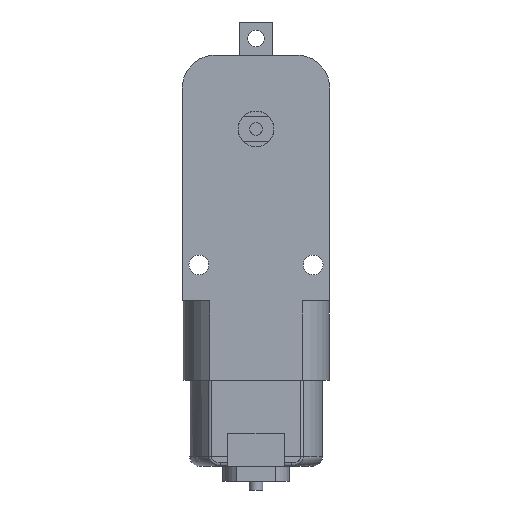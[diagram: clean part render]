
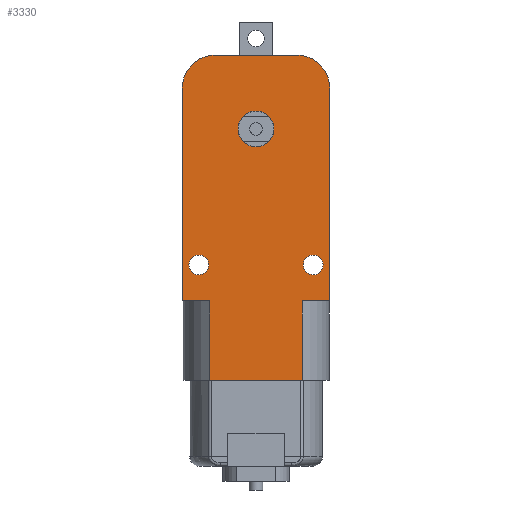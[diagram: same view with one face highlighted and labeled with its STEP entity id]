
A CAD part, front view. The second image highlights one B-rep face of the part: STEP entity #3330.
In plain terms, the highlighted planar face has unit normal (0, -1, 0).
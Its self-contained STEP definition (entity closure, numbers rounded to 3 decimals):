
#41 = ORIENTED_EDGE ( 'NONE', *, *, #4761, .F. ) ;
#61 = CARTESIAN_POINT ( 'NONE',  ( 7., -8.55, -9.4 ) ) ;
#73 = LINE ( 'NONE', #790, #414 ) ;
#95 = ORIENTED_EDGE ( 'NONE', *, *, #1893, .T. ) ;
#111 = CIRCLE ( 'NONE', #4468, 5. ) ;
#148 = DIRECTION ( 'NONE',  ( 0., -1., 0. ) ) ;
#150 = CARTESIAN_POINT ( 'NONE',  ( 0., -8.55, 19.32 ) ) ;
#208 = EDGE_CURVE ( 'NONE', #4275, #4534, #1818, .T. ) ;
#255 = ORIENTED_EDGE ( 'NONE', *, *, #1287, .T. ) ;
#295 = EDGE_CURVE ( 'NONE', #2567, #2086, #1050, .T. ) ;
#307 = DIRECTION ( 'NONE',  ( 0., -1., 0. ) ) ;
#335 = CARTESIAN_POINT ( 'NONE',  ( 8.65, -8.55, -3.95 ) ) ;
#414 = VECTOR ( 'NONE', #1982, 1000. ) ;
#554 = EDGE_CURVE ( 'NONE', #2975, #4650, #3686, .T. ) ;
#629 = DIRECTION ( 'NONE',  ( 0., -1., 0. ) ) ;
#671 = CARTESIAN_POINT ( 'NONE',  ( -7., -8.55, -21.4 ) ) ;
#674 = EDGE_LOOP ( 'NONE', ( #41, #4698 ) ) ;
#764 = CARTESIAN_POINT ( 'NONE',  ( -7., -8.55, -9.4 ) ) ;
#768 = CARTESIAN_POINT ( 'NONE',  ( -8.65, -8.55, -3.95 ) ) ;
#770 = VECTOR ( 'NONE', #4870, 1000. ) ;
#790 = CARTESIAN_POINT ( 'NONE',  ( -11.15, -8.55, 27.8 ) ) ;
#792 = DIRECTION ( 'NONE',  ( 1., 0., 0. ) ) ;
#820 = LINE ( 'NONE', #3485, #3257 ) ;
#840 = DIRECTION ( 'NONE',  ( 0., -1., 0. ) ) ;
#904 = ORIENTED_EDGE ( 'NONE', *, *, #4823, .F. ) ;
#973 = VERTEX_POINT ( 'NONE', #1134 ) ;
#981 = DIRECTION ( 'NONE',  ( 0., -1., 0. ) ) ;
#991 = CARTESIAN_POINT ( 'NONE',  ( 0., -8.55, 13.92 ) ) ;
#1013 = CIRCLE ( 'NONE', #2427, 1.5 ) ;
#1033 = ORIENTED_EDGE ( 'NONE', *, *, #4268, .F. ) ;
#1050 = CIRCLE ( 'NONE', #3088, 1.5 ) ;
#1051 = VECTOR ( 'NONE', #3282, 1000. ) ;
#1093 = DIRECTION ( 'NONE',  ( 0., 0., 1. ) ) ;
#1118 = DIRECTION ( 'NONE',  ( 0., 0., 1. ) ) ;
#1134 = CARTESIAN_POINT ( 'NONE',  ( -8.65, -8.55, -5.45 ) ) ;
#1176 = ORIENTED_EDGE ( 'NONE', *, *, #4168, .T. ) ;
#1224 = ORIENTED_EDGE ( 'NONE', *, *, #4560, .F. ) ;
#1277 = EDGE_CURVE ( 'NONE', #3632, #4871, #73, .T. ) ;
#1287 = EDGE_CURVE ( 'NONE', #3947, #4253, #3037, .T. ) ;
#1437 = LINE ( 'NONE', #4797, #1798 ) ;
#1465 = CARTESIAN_POINT ( 'NONE',  ( 7., -8.55, -21.4 ) ) ;
#1468 = ORIENTED_EDGE ( 'NONE', *, *, #1277, .T. ) ;
#1545 = AXIS2_PLACEMENT_3D ( 'NONE', #2940, #4086, #3708 ) ;
#1573 = ORIENTED_EDGE ( 'NONE', *, *, #2254, .T. ) ;
#1579 = VECTOR ( 'NONE', #3484, 1000. ) ;
#1631 = ORIENTED_EDGE ( 'NONE', *, *, #3879, .F. ) ;
#1656 = VERTEX_POINT ( 'NONE', #1465 ) ;
#1760 = CARTESIAN_POINT ( 'NONE',  ( 8.65, -8.55, -5.45 ) ) ;
#1798 = VECTOR ( 'NONE', #2130, 1000. ) ;
#1814 = CARTESIAN_POINT ( 'NONE',  ( 8.65, -8.55, -3.95 ) ) ;
#1818 = LINE ( 'NONE', #3645, #2923 ) ;
#1882 = ORIENTED_EDGE ( 'NONE', *, *, #295, .F. ) ;
#1893 = EDGE_CURVE ( 'NONE', #3842, #3632, #111, .T. ) ;
#1954 = DIRECTION ( 'NONE',  ( 0., 0., 1. ) ) ;
#1982 = DIRECTION ( 'NONE',  ( -1., 0., 0. ) ) ;
#2023 = CARTESIAN_POINT ( 'NONE',  ( -7., -8.55, -21.4 ) ) ;
#2045 = ORIENTED_EDGE ( 'NONE', *, *, #2902, .T. ) ;
#2086 = VERTEX_POINT ( 'NONE', #1760 ) ;
#2130 = DIRECTION ( 'NONE',  ( -1., 0., 0. ) ) ;
#2190 = DIRECTION ( 'NONE',  ( 0., 0., -1. ) ) ;
#2207 = FACE_OUTER_BOUND ( 'NONE', #3495, .T. ) ;
#2216 = CIRCLE ( 'NONE', #2446, 1.5 ) ;
#2244 = LINE ( 'NONE', #4509, #3358 ) ;
#2254 = EDGE_CURVE ( 'NONE', #4534, #4650, #820, .T. ) ;
#2284 = DIRECTION ( 'NONE',  ( 0., 0., -1. ) ) ;
#2302 = VERTEX_POINT ( 'NONE', #2311 ) ;
#2311 = CARTESIAN_POINT ( 'NONE',  ( -8.65, -8.55, -2.45 ) ) ;
#2420 = CARTESIAN_POINT ( 'NONE',  ( -11.15, -8.55, 22.8 ) ) ;
#2427 = AXIS2_PLACEMENT_3D ( 'NONE', #3622, #148, #3896 ) ;
#2440 = CARTESIAN_POINT ( 'NONE',  ( 11.15, -8.55, -9.4 ) ) ;
#2446 = AXIS2_PLACEMENT_3D ( 'NONE', #768, #4566, #2284 ) ;
#2455 = CARTESIAN_POINT ( 'NONE',  ( 11.15, -8.55, 22.8 ) ) ;
#2525 = AXIS2_PLACEMENT_3D ( 'NONE', #2580, #629, #1093 ) ;
#2567 = VERTEX_POINT ( 'NONE', #3005 ) ;
#2569 = AXIS2_PLACEMENT_3D ( 'NONE', #1814, #307, #2190 ) ;
#2580 = CARTESIAN_POINT ( 'NONE',  ( 0., -8.55, 16.62 ) ) ;
#2681 = AXIS2_PLACEMENT_3D ( 'NONE', #3480, #840, #1954 ) ;
#2783 = VERTEX_POINT ( 'NONE', #991 ) ;
#2798 = CARTESIAN_POINT ( 'NONE',  ( 6.15, -8.55, 22.8 ) ) ;
#2902 = EDGE_CURVE ( 'NONE', #4253, #3842, #2244, .T. ) ;
#2913 = PLANE ( 'NONE',  #1545 ) ;
#2923 = VECTOR ( 'NONE', #3317, 1000. ) ;
#2940 = CARTESIAN_POINT ( 'NONE',  ( 7., -8.55, -21.4 ) ) ;
#2955 = DIRECTION ( 'NONE',  ( 0., -1., 0. ) ) ;
#2971 = CIRCLE ( 'NONE', #2569, 1.5 ) ;
#2975 = VERTEX_POINT ( 'NONE', #2023 ) ;
#3004 = CARTESIAN_POINT ( 'NONE',  ( -6.15, -8.55, 22.8 ) ) ;
#3005 = CARTESIAN_POINT ( 'NONE',  ( 8.65, -8.55, -2.45 ) ) ;
#3037 = LINE ( 'NONE', #3066, #1579 ) ;
#3066 = CARTESIAN_POINT ( 'NONE',  ( 0., -8.55, -9.4 ) ) ;
#3079 = CARTESIAN_POINT ( 'NONE',  ( 6.15, -8.55, 27.8 ) ) ;
#3084 = EDGE_LOOP ( 'NONE', ( #1882, #1631 ) ) ;
#3088 = AXIS2_PLACEMENT_3D ( 'NONE', #335, #2955, #3348 ) ;
#3257 = VECTOR ( 'NONE', #792, 1000. ) ;
#3282 = DIRECTION ( 'NONE',  ( 0., 0., 1. ) ) ;
#3317 = DIRECTION ( 'NONE',  ( 0., 0., -1. ) ) ;
#3330 = ADVANCED_FACE ( 'NONE', ( #3731, #3362, #4495, #2207 ), #2913, .F. ) ;
#3348 = DIRECTION ( 'NONE',  ( 0., 0., -1. ) ) ;
#3358 = VECTOR ( 'NONE', #1118, 1000. ) ;
#3362 = FACE_BOUND ( 'NONE', #3084, .T. ) ;
#3480 = CARTESIAN_POINT ( 'NONE',  ( 0., -8.55, 16.62 ) ) ;
#3484 = DIRECTION ( 'NONE',  ( 1., 0., 0. ) ) ;
#3485 = CARTESIAN_POINT ( 'NONE',  ( 0., -8.55, -9.4 ) ) ;
#3495 = EDGE_LOOP ( 'NONE', ( #1176, #255, #2045, #95, #1468, #3729, #4778, #1573, #4470, #1224 ) ) ;
#3570 = DIRECTION ( 'NONE',  ( 0., 0., 1. ) ) ;
#3622 = CARTESIAN_POINT ( 'NONE',  ( -8.65, -8.55, -3.95 ) ) ;
#3632 = VERTEX_POINT ( 'NONE', #3079 ) ;
#3645 = CARTESIAN_POINT ( 'NONE',  ( -11.15, -8.55, -8.4 ) ) ;
#3680 = CARTESIAN_POINT ( 'NONE',  ( -11.15, -8.55, -9.4 ) ) ;
#3686 = LINE ( 'NONE', #671, #1051 ) ;
#3708 = DIRECTION ( 'NONE',  ( 0., 0., 1. ) ) ;
#3729 = ORIENTED_EDGE ( 'NONE', *, *, #4805, .T. ) ;
#3731 = FACE_BOUND ( 'NONE', #4070, .T. ) ;
#3823 = DIRECTION ( 'NONE',  ( 0., -1., 0. ) ) ;
#3842 = VERTEX_POINT ( 'NONE', #2455 ) ;
#3872 = CIRCLE ( 'NONE', #3944, 5. ) ;
#3879 = EDGE_CURVE ( 'NONE', #2086, #2567, #2971, .T. ) ;
#3896 = DIRECTION ( 'NONE',  ( 0., 0., -1. ) ) ;
#3944 = AXIS2_PLACEMENT_3D ( 'NONE', #3004, #3823, #4537 ) ;
#3947 = VERTEX_POINT ( 'NONE', #61 ) ;
#3971 = CARTESIAN_POINT ( 'NONE',  ( -6.15, -8.55, 27.8 ) ) ;
#4070 = EDGE_LOOP ( 'NONE', ( #1033, #904 ) ) ;
#4086 = DIRECTION ( 'NONE',  ( 0., 1., 0. ) ) ;
#4104 = CARTESIAN_POINT ( 'NONE',  ( 7., -8.55, -21.4 ) ) ;
#4113 = CIRCLE ( 'NONE', #2681, 2.7 ) ;
#4128 = LINE ( 'NONE', #4104, #770 ) ;
#4168 = EDGE_CURVE ( 'NONE', #1656, #3947, #4128, .T. ) ;
#4253 = VERTEX_POINT ( 'NONE', #2440 ) ;
#4268 = EDGE_CURVE ( 'NONE', #2302, #973, #1013, .T. ) ;
#4275 = VERTEX_POINT ( 'NONE', #2420 ) ;
#4440 = CIRCLE ( 'NONE', #2525, 2.7 ) ;
#4468 = AXIS2_PLACEMENT_3D ( 'NONE', #2798, #981, #3570 ) ;
#4470 = ORIENTED_EDGE ( 'NONE', *, *, #554, .F. ) ;
#4495 = FACE_BOUND ( 'NONE', #674, .T. ) ;
#4501 = VERTEX_POINT ( 'NONE', #150 ) ;
#4509 = CARTESIAN_POINT ( 'NONE',  ( 11.15, -8.55, -8.4 ) ) ;
#4534 = VERTEX_POINT ( 'NONE', #3680 ) ;
#4537 = DIRECTION ( 'NONE',  ( 0., 0., 1. ) ) ;
#4560 = EDGE_CURVE ( 'NONE', #1656, #2975, #1437, .T. ) ;
#4566 = DIRECTION ( 'NONE',  ( 0., -1., 0. ) ) ;
#4650 = VERTEX_POINT ( 'NONE', #764 ) ;
#4698 = ORIENTED_EDGE ( 'NONE', *, *, #4912, .F. ) ;
#4761 = EDGE_CURVE ( 'NONE', #4501, #2783, #4113, .T. ) ;
#4778 = ORIENTED_EDGE ( 'NONE', *, *, #208, .T. ) ;
#4797 = CARTESIAN_POINT ( 'NONE',  ( 7., -8.55, -21.4 ) ) ;
#4805 = EDGE_CURVE ( 'NONE', #4871, #4275, #3872, .T. ) ;
#4823 = EDGE_CURVE ( 'NONE', #973, #2302, #2216, .T. ) ;
#4870 = DIRECTION ( 'NONE',  ( 0., 0., 1. ) ) ;
#4871 = VERTEX_POINT ( 'NONE', #3971 ) ;
#4912 = EDGE_CURVE ( 'NONE', #2783, #4501, #4440, .T. ) ;
